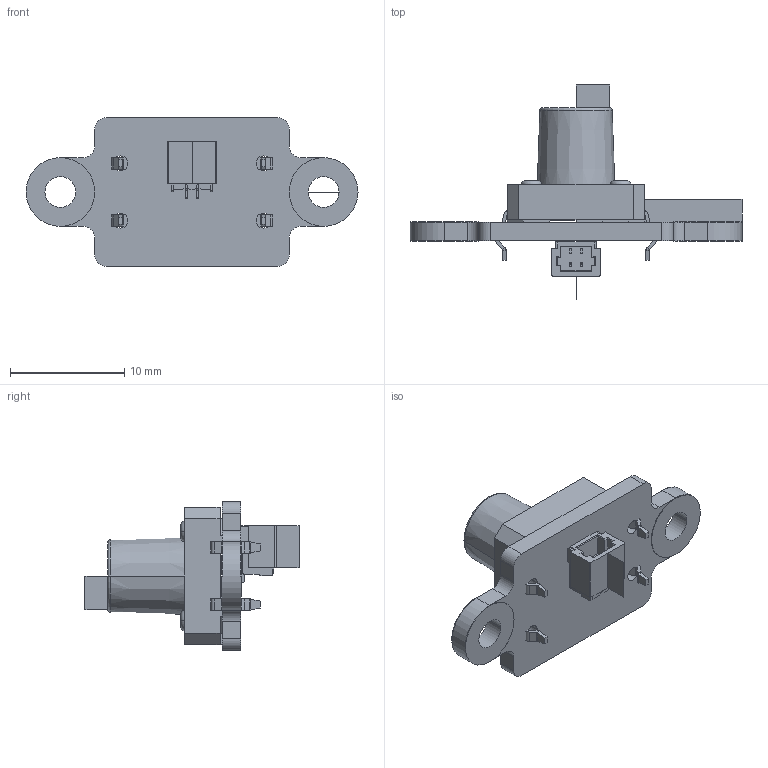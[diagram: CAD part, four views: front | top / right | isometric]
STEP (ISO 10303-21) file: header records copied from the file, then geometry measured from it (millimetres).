
FILE_DESCRIPTION((''),'2;1');
FILE_NAME('12X12X10-PCBA_ASM','2025-02-19T10:05:38',('qinghui.yi'),(''),'CREO PARAMETRIC BY PTC INC, 2023154','CREO PARAMETRIC BY PTC INC, 2023154','');
FILE_SCHEMA(('CONFIG_CONTROL_DESIGN'));
Length unit declared in the file: millimetre
Products named in the file (4): 12X12X10-PCB; 12X12X1000; 1_0-2PIN; 12X12X10-PCBA_ASM
Assembly tree (3 placements, depth 2):
  12X12X10-PCBA_ASM
    12X12X10-PCB
    12X12X1000
    1_0-2PIN
Bounding box: 29 x 18.7 x 13 mm (x, y, z)
Volume: 1081.2 mm3; surface area: 1878.4 mm2
Topology: 3 solids, 8 shells, 469 faces, 1224 edges, 792 vertices
Faces by surface type: plane 324, cylinder 109, torus 16, cone 8, bspline 8, sphere 4
Entity records: 14647 total; most frequent: CARTESIAN_POINT 2793, DIRECTION 2444, ORIENTED_EDGE 2432, EDGE_CURVE 1224, VECTOR 900, LINE 900, VERTEX_POINT 792, AXIS2_PLACEMENT_3D 772
